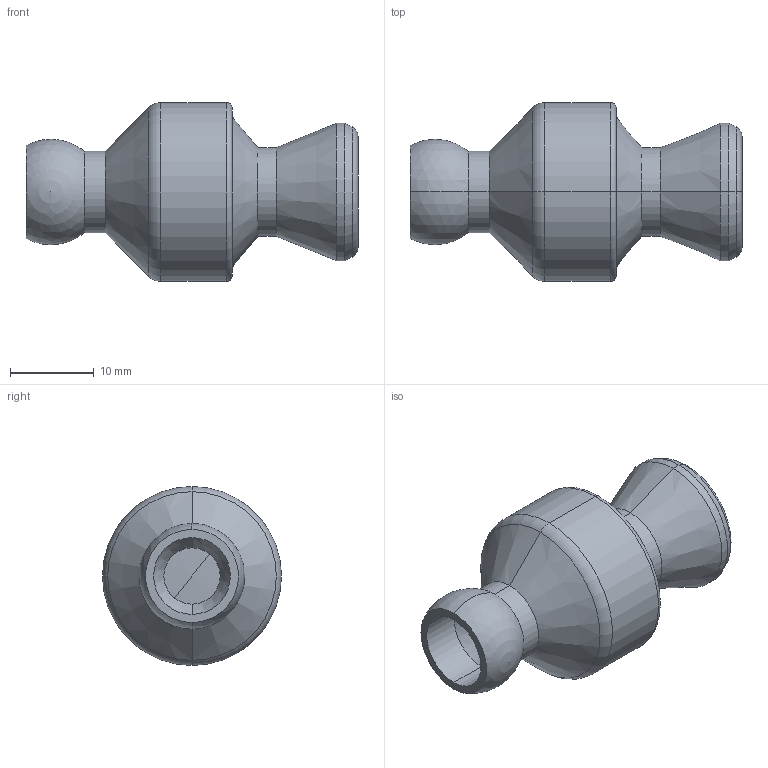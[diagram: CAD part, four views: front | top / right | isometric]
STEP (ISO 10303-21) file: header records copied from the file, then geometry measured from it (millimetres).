
FILE_DESCRIPTION (( 'STEP AP203' ), '1' );
FILE_NAME ('1-4 In-Line Check Valve.STEP', '2005-02-04T21:47:16', ( 'mark lockwood' ), ( 'lockwood products inc.' ), 'SwSTEP 2.0', 'SolidWorks 2004146', '' );
FILE_SCHEMA (( 'CONFIG_CONTROL_DESIGN' ));
Length unit declared in the file: inch
Products named in the file (1): 1-4 In-Line Check Valve
Bounding box: 39.57 x 21.34 x 21.34 mm (x, y, z)
Volume: 4232 mm3; surface area: 4871.4 mm2
Topology: 3 solids, 3 shells, 102 faces, 218 edges, 123 vertices
Faces by surface type: cylinder 34, torus 26, cone 24, plane 10, sphere 8
Entity records: 2765 total; most frequent: DIRECTION 564, CARTESIAN_POINT 428, ORIENTED_EDGE 416, AXIS2_PLACEMENT_3D 253, EDGE_CURVE 208, CIRCLE 150, VERTEX_POINT 117, EDGE_LOOP 111
